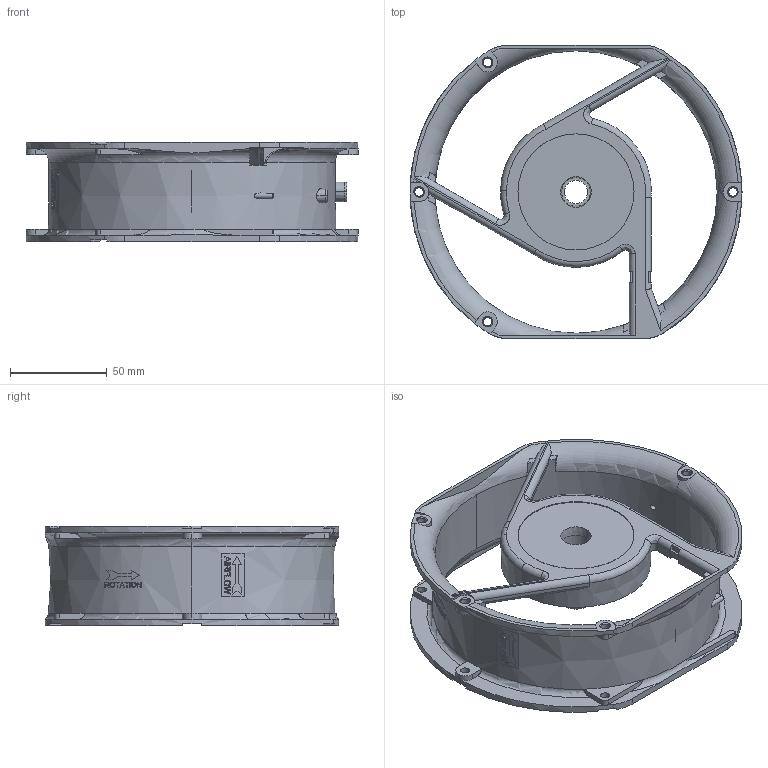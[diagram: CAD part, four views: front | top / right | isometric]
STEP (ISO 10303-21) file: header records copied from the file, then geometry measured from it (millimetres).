
FILE_DESCRIPTION (( 'STEP AP203' ), '1' );
FILE_NAME ('OA172EC_m0_frame.stp', '2023-09-25T15:55:32', ( '' ), ( '' ), 'SwSTEP 2.0', 'SolidWorks 2018', '' );
FILE_SCHEMA (( 'CONFIG_CONTROL_DESIGN' ));
Length unit declared in the file: millimetre
Products named in the file (1): OA172EC_m0_frame
Bounding box: 171.6 x 151.8 x 51.6 mm (x, y, z)
Volume: 84923.1 mm3; surface area: 89577.3 mm2
Topology: 1 solids, 1 shells, 687 faces, 1865 edges, 1215 vertices
Faces by surface type: plane 382, bspline 103, cylinder 92, cone 80, torus 30
Entity records: 27782 total; most frequent: CARTESIAN_POINT 11898, ORIENTED_EDGE 3730, DIRECTION 2637, EDGE_CURVE 1865, VERTEX_POINT 1215, AXIS2_PLACEMENT_3D 1004, B_SPLINE_CURVE_WITH_KNOTS 812, EDGE_LOOP 752
